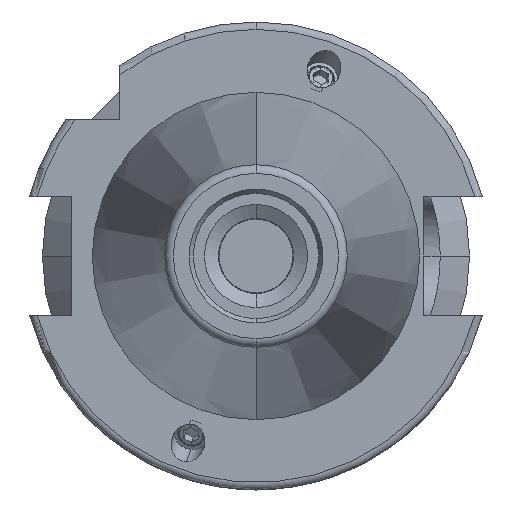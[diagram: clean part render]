
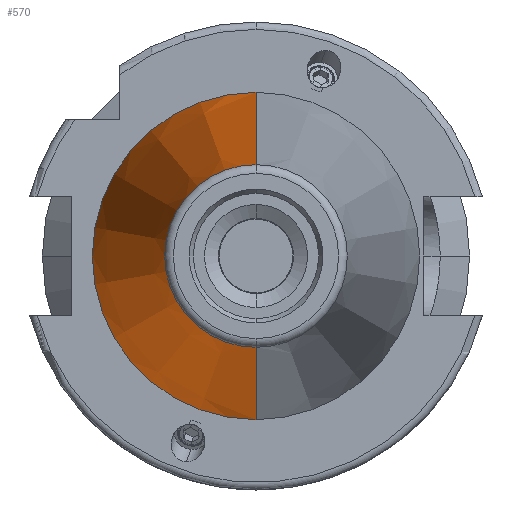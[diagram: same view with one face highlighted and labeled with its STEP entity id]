
A CAD part, left-side view. The second image highlights one B-rep face of the part: STEP entity #570.
In plain terms, the highlighted conical face has half-angle 8.297 degrees and reference radius 22.225 mm.
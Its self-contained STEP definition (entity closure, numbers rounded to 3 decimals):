
#427 = CARTESIAN_POINT ( 'NONE',  ( -67.373, 12.4, 0. ) ) ;
#499 = CARTESIAN_POINT ( 'NONE',  ( 0., 22.225, 0. ) ) ;
#530 = CARTESIAN_POINT ( 'NONE',  ( 0., 0., 0. ) ) ;
#570 = ADVANCED_FACE ( 'NONE', ( #5432 ), #3671, .T. ) ;
#799 = VERTEX_POINT ( 'NONE', #5138 ) ;
#1067 = VERTEX_POINT ( 'NONE', #499 ) ;
#1162 = EDGE_CURVE ( 'NONE', #799, #4850, #8631, .T. ) ;
#2052 = ORIENTED_EDGE ( 'NONE', *, *, #7863, .F. ) ;
#2546 = AXIS2_PLACEMENT_3D ( 'NONE', #8143, #3664, #9955 ) ;
#3664 = DIRECTION ( 'NONE',  ( 1., 0., 0. ) ) ;
#3671 = CONICAL_SURFACE ( 'NONE', #2546, 22.225, 0.145 ) ;
#4850 = VERTEX_POINT ( 'NONE', #10822 ) ;
#5035 = ORIENTED_EDGE ( 'NONE', *, *, #7066, .T. ) ;
#5138 = CARTESIAN_POINT ( 'NONE',  ( -67.373, -12.4, 0. ) ) ;
#5252 = DIRECTION ( 'NONE',  ( 0., -1., 0. ) ) ;
#5432 = FACE_OUTER_BOUND ( 'NONE', #8979, .T. ) ;
#5485 = CARTESIAN_POINT ( 'NONE',  ( -67.373, 0., 0. ) ) ;
#5639 = EDGE_CURVE ( 'NONE', #6901, #1067, #7486, .T. ) ;
#5668 = VECTOR ( 'NONE', #6437, 1000. ) ;
#6437 = DIRECTION ( 'NONE',  ( 0.99, 0.144, 0. ) ) ;
#6901 = VERTEX_POINT ( 'NONE', #427 ) ;
#7066 = EDGE_CURVE ( 'NONE', #4850, #1067, #8448, .T. ) ;
#7427 = DIRECTION ( 'NONE',  ( -1., 0., 0. ) ) ;
#7486 = LINE ( 'NONE', #11010, #5668 ) ;
#7863 = EDGE_CURVE ( 'NONE', #799, #6901, #9950, .T. ) ;
#8143 = CARTESIAN_POINT ( 'NONE',  ( 0., 0., 0. ) ) ;
#8448 = CIRCLE ( 'NONE', #9420, 22.225 ) ;
#8631 = LINE ( 'NONE', #8808, #10403 ) ;
#8808 = CARTESIAN_POINT ( 'NONE',  ( 0., -22.225, 0. ) ) ;
#8979 = EDGE_LOOP ( 'NONE', ( #2052, #9167, #5035, #10085 ) ) ;
#9167 = ORIENTED_EDGE ( 'NONE', *, *, #1162, .T. ) ;
#9186 = DIRECTION ( 'NONE',  ( 0., -1., 0. ) ) ;
#9420 = AXIS2_PLACEMENT_3D ( 'NONE', #530, #10431, #5252 ) ;
#9950 = CIRCLE ( 'NONE', #10901, 12.4 ) ;
#9955 = DIRECTION ( 'NONE',  ( 0., 1., 0. ) ) ;
#10085 = ORIENTED_EDGE ( 'NONE', *, *, #5639, .F. ) ;
#10403 = VECTOR ( 'NONE', #11450, 1000. ) ;
#10431 = DIRECTION ( 'NONE',  ( -1., 0., 0. ) ) ;
#10822 = CARTESIAN_POINT ( 'NONE',  ( 0., -22.225, 0. ) ) ;
#10901 = AXIS2_PLACEMENT_3D ( 'NONE', #5485, #7427, #9186 ) ;
#11010 = CARTESIAN_POINT ( 'NONE',  ( 0., 22.225, 0. ) ) ;
#11450 = DIRECTION ( 'NONE',  ( 0.99, -0.144, 0. ) ) ;
